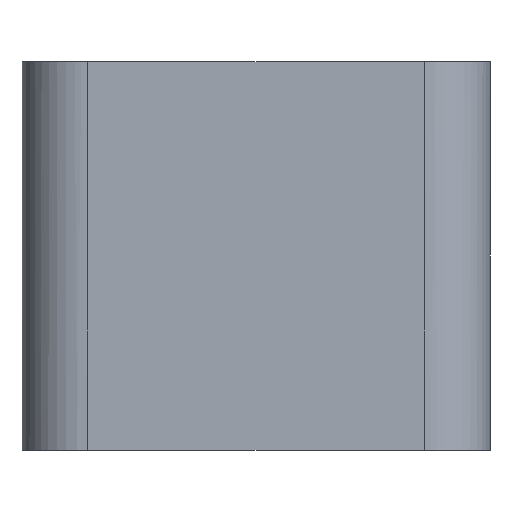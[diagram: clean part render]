
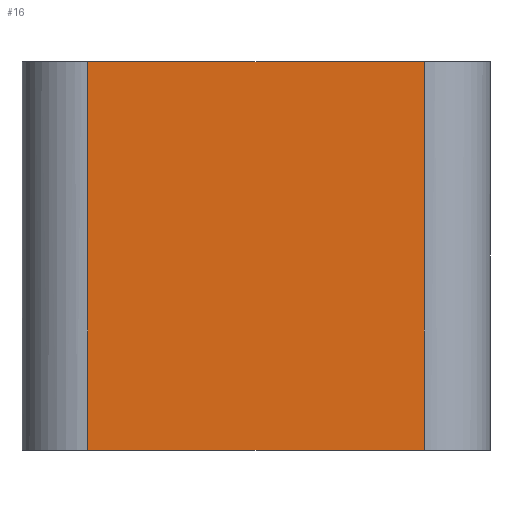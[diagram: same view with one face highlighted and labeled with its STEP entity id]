
A CAD part, top view. The second image highlights one B-rep face of the part: STEP entity #16.
In plain terms, the highlighted planar face has unit normal (0, 0, 1).
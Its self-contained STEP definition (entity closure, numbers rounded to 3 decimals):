
#16=ADVANCED_FACE('',(#24),#128,.T.);
#24=FACE_OUTER_BOUND('',#32,.T.);
#32=EDGE_LOOP('',(#50,#51,#52,#53));
#50=ORIENTED_EDGE('',*,*,#74,.F.);
#51=ORIENTED_EDGE('',*,*,#79,.F.);
#52=ORIENTED_EDGE('',*,*,#76,.F.);
#53=ORIENTED_EDGE('',*,*,#78,.F.);
#74=EDGE_CURVE('',#113,#112,#102,.T.);
#76=EDGE_CURVE('',#119,#118,#104,.T.);
#78=EDGE_CURVE('',#112,#119,#106,.T.);
#79=EDGE_CURVE('',#118,#113,#107,.T.);
#102=B_SPLINE_CURVE_WITH_KNOTS('',1,(#260,#261),.UNSPECIFIED.,.F.,.F.,(2,
2),(-179.15,-131.25),.UNSPECIFIED.);
#104=B_SPLINE_CURVE_WITH_KNOTS('',1,(#264,#265),.UNSPECIFIED.,.F.,.F.,(2,
2),(-57.25,-9.35),.UNSPECIFIED.);
#106=B_SPLINE_CURVE_WITH_KNOTS('',1,(#268,#269),.UNSPECIFIED.,.F.,.F.,(2,
2),(0.,55.3),.UNSPECIFIED.);
#107=B_SPLINE_CURVE_WITH_KNOTS('',1,(#270,#271),.UNSPECIFIED.,.F.,.F.,(2,
2),(0.,55.3),.UNSPECIFIED.);
#112=VERTEX_POINT('',#250);
#113=VERTEX_POINT('',#251);
#118=VERTEX_POINT('',#256);
#119=VERTEX_POINT('',#257);
#128=PLANE('',#220);
#220=AXIS2_PLACEMENT_3D('',#242,#231,$);
#231=DIRECTION('',(0.,0.,1.));
#242=CARTESIAN_POINT('',(68.6,-76.,0.));
#250=CARTESIAN_POINT('',(59.25,-20.7,0.));
#251=CARTESIAN_POINT('',(11.35,-20.7,0.));
#256=CARTESIAN_POINT('',(11.35,-76.,0.));
#257=CARTESIAN_POINT('',(59.25,-76.,0.));
#260=CARTESIAN_POINT('',(11.35,-20.7,0.));
#261=CARTESIAN_POINT('',(59.25,-20.7,0.));
#264=CARTESIAN_POINT('',(59.25,-76.,0.));
#265=CARTESIAN_POINT('',(11.35,-76.,0.));
#268=CARTESIAN_POINT('',(59.25,-20.7,0.));
#269=CARTESIAN_POINT('',(59.25,-76.,0.));
#270=CARTESIAN_POINT('',(11.35,-76.,0.));
#271=CARTESIAN_POINT('',(11.35,-20.7,0.));
